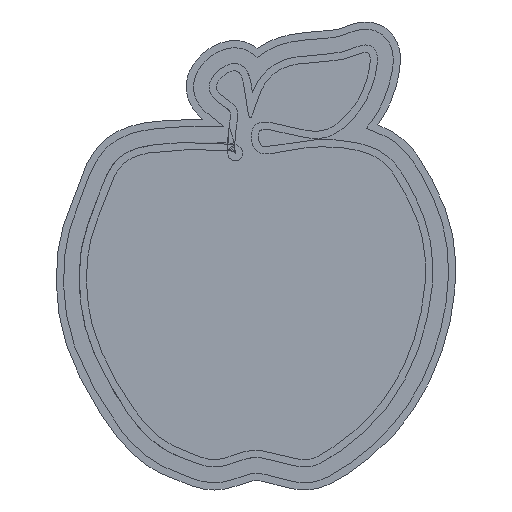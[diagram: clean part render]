
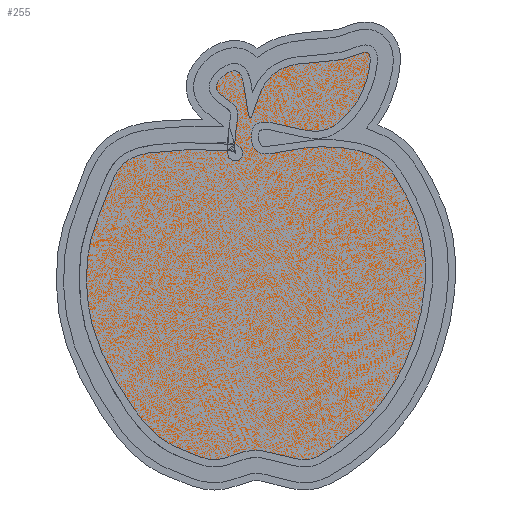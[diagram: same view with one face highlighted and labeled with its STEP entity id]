
A CAD part, front view. The second image highlights one B-rep face of the part: STEP entity #255.
In plain terms, the highlighted face is planar.
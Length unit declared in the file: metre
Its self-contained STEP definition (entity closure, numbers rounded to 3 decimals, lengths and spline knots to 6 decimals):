
#105=ORIENTED_EDGE('',*,*,#133,.T.);
#106=ORIENTED_EDGE('',*,*,#135,.F.);
#133=EDGE_CURVE('',#149,#151,#187,.T.);
#135=EDGE_CURVE('',#149,#151,#189,.T.);
#149=VERTEX_POINT('',#346);
#151=VERTEX_POINT('',#453);
#187=B_SPLINE_CURVE_WITH_KNOTS('',3,(#1492,#1493,#1494,#1495,#1496,#1497,
#1498,#1499,#1500,#1501,#1502,#1503,#1504,#1505,#1506,#1507,#1508,#1509,
#1510,#1511,#1512,#1513,#1514,#1515,#1516,#1517,#1518,#1519,#1520,#1521,
#1522,#1523,#1524,#1525,#1526,#1527,#1528,#1529,#1530,#1531,#1532,#1533),
 .UNSPECIFIED.,.T.,.F.,(1,1,1,1,1,1,1,1,1,1,1,1,1,1,1,1,1,1,1,1,1,1,1,1,
1,1,1,1,1,1,1,1,1,1,1,1,1,1,1,1,1,1,1,1,1,1),(-0.06382,-0.04263,
-0.020576,0.,0.027658,0.065066,0.097456,
0.131474,0.160664,0.188036,0.217226,
0.251843,0.255999,0.274584,0.296575,
0.3185,0.339594,0.361981,0.38129,
0.404912,0.431196,0.46214,0.481879,
0.506933,0.531887,0.556124,0.588157,
0.608969,0.626931,0.651696,0.679266,
0.704339,0.730322,0.758121,0.788418,
0.824916,0.861604,0.893199,0.911619,
0.93618,0.95737,0.979424,1.,1.027658,
1.065066,1.097456),.UNSPECIFIED.);
#189=B_SPLINE_CURVE_WITH_KNOTS('',3,(#1796,#1797,#1798,#1799,#1800,#1801,
#1802,#1803,#1804,#1805,#1806),.UNSPECIFIED.,.F.,.F.,(4,1,1,1,1,1,1,1,4),
(0.133137,0.134168,0.135199,0.13623,
0.13726,0.138291,0.139322,0.140353,
0.141384),.UNSPECIFIED.);
#213=EDGE_LOOP('',(#105,#106));
#233=FACE_BOUND('',#213,.T.);
#239=PLANE('',#273);
#255=ADVANCED_FACE('',(#233),#239,.F.);
#273=AXIS2_PLACEMENT_3D('',#2527,#293,#294);
#293=DIRECTION('',(0.,-1.,0.));
#294=DIRECTION('',(0.,0.,-1.));
#346=CARTESIAN_POINT('',(-0.000148,-0.01016,0.010044));
#453=CARTESIAN_POINT('',(-0.001651,-0.01016,0.008767));
#1492=CARTESIAN_POINT('',(-0.003804,-0.01016,-0.05688));
#1493=CARTESIAN_POINT('',(-0.008906,-0.01016,-0.055029));
#1494=CARTESIAN_POINT('',(-0.017789,-0.01016,-0.051746));
#1495=CARTESIAN_POINT('',(-0.026786,-0.01016,-0.037189));
#1496=CARTESIAN_POINT('',(-0.031241,-0.01016,-0.0262));
#1497=CARTESIAN_POINT('',(-0.031615,-0.01016,-0.011717));
#1498=CARTESIAN_POINT('',(-0.027642,-0.01016,-0.002741));
#1499=CARTESIAN_POINT('',(-0.024612,-0.01016,0.007068));
#1500=CARTESIAN_POINT('',(-0.015385,-0.01016,0.009156));
#1501=CARTESIAN_POINT('',(0.000376,-0.01016,0.00911));
#1502=CARTESIAN_POINT('',(-0.00013,-0.01016,0.00762));
#1503=CARTESIAN_POINT('',(-0.000356,-0.01016,0.012821));
#1504=CARTESIAN_POINT('',(0.001817,-0.01016,0.018393));
#1505=CARTESIAN_POINT('',(-0.006663,-0.01016,0.021375));
#1506=CARTESIAN_POINT('',(0.001259,-0.01016,0.02789));
#1507=CARTESIAN_POINT('',(0.0021,-0.01016,0.020217));
#1508=CARTESIAN_POINT('',(0.003169,-0.01016,0.012926));
#1509=CARTESIAN_POINT('',(0.005109,-0.01016,0.023247));
#1510=CARTESIAN_POINT('',(0.01186,-0.01016,0.027775));
#1511=CARTESIAN_POINT('',(0.022942,-0.01016,0.027018));
#1512=CARTESIAN_POINT('',(0.029426,-0.01016,0.031257));
#1513=CARTESIAN_POINT('',(0.027235,-0.01016,0.020844));
#1514=CARTESIAN_POINT('',(0.023119,-0.01016,0.015558));
#1515=CARTESIAN_POINT('',(0.017075,-0.01016,0.010836));
#1516=CARTESIAN_POINT('',(0.002792,-0.01016,0.017571));
#1517=CARTESIAN_POINT('',(0.003218,-0.01016,0.008037));
#1518=CARTESIAN_POINT('',(0.008054,-0.01016,0.007858));
#1519=CARTESIAN_POINT('',(0.014932,-0.01016,0.009763));
#1520=CARTESIAN_POINT('',(0.023847,-0.01016,0.009506));
#1521=CARTESIAN_POINT('',(0.031417,-0.01016,0.007221));
#1522=CARTESIAN_POINT('',(0.035728,-0.01016,-0.000072));
#1523=CARTESIAN_POINT('',(0.039611,-0.01016,-0.008491));
#1524=CARTESIAN_POINT('',(0.040455,-0.01016,-0.019575));
#1525=CARTESIAN_POINT('',(0.037,-0.01016,-0.035174));
#1526=CARTESIAN_POINT('',(0.02849,-0.01016,-0.048132));
#1527=CARTESIAN_POINT('',(0.018207,-0.01016,-0.055284));
#1528=CARTESIAN_POINT('',(0.014163,-0.01016,-0.056725));
#1529=CARTESIAN_POINT('',(0.006996,-0.01016,-0.054118));
#1530=CARTESIAN_POINT('',(0.001826,-0.01016,-0.054012));
#1531=CARTESIAN_POINT('',(-0.003804,-0.01016,-0.05688));
#1532=CARTESIAN_POINT('',(-0.008906,-0.01016,-0.055029));
#1533=CARTESIAN_POINT('',(-0.017789,-0.01016,-0.051746));
#1796=CARTESIAN_POINT('',(-0.000148,-0.01016,0.010044));
#1797=CARTESIAN_POINT('',(0.000185,-0.01016,0.009954));
#1798=CARTESIAN_POINT('',(0.000836,-0.01016,0.009713));
#1799=CARTESIAN_POINT('',(0.001538,-0.01016,0.00888));
#1800=CARTESIAN_POINT('',(0.001632,-0.01016,0.007792));
#1801=CARTESIAN_POINT('',(0.001071,-0.01016,0.006849));
#1802=CARTESIAN_POINT('',(0.000041,-0.01016,0.006458));
#1803=CARTESIAN_POINT('',(-0.001014,-0.01016,0.006797));
#1804=CARTESIAN_POINT('',(-0.001597,-0.01016,0.007725));
#1805=CARTESIAN_POINT('',(-0.001631,-0.01016,0.008422));
#1806=CARTESIAN_POINT('',(-0.001651,-0.01016,0.008767));
#2527=CARTESIAN_POINT('',(-0.007903,-0.01016,0.028004));
